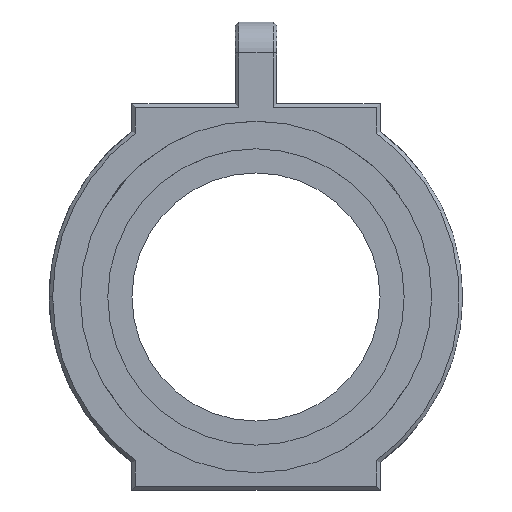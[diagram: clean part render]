
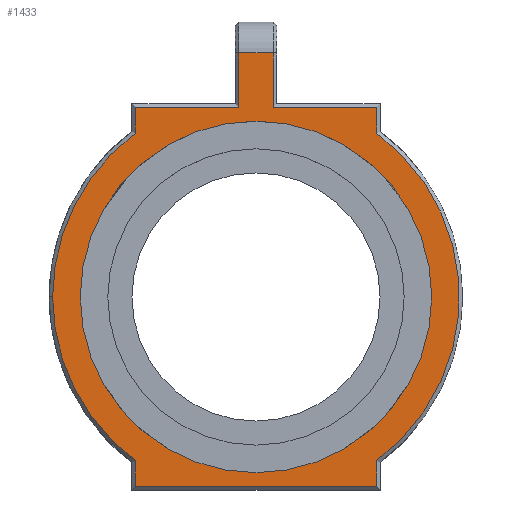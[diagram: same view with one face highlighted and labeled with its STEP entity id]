
A CAD part, top view. The second image highlights one B-rep face of the part: STEP entity #1433.
In plain terms, the highlighted planar face has unit normal (0, 0, 1).
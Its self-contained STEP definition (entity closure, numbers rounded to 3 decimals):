
#1308=CARTESIAN_POINT('',(-100.,0.,27.));
#1309=DIRECTION('',(0.,0.,1.));
#1310=DIRECTION('',(1.,0.,0.));
#1311=AXIS2_PLACEMENT_3D('',#1308,#1309,#1310);
#1312=PLANE('',#1311);
#1313=CARTESIAN_POINT('',(117.499,-122.498,27.));
#1314=VERTEX_POINT('',#1313);
#1315=CARTESIAN_POINT('',(102.499,-122.498,27.));
#1316=VERTEX_POINT('',#1315);
#1317=CARTESIAN_POINT('',(117.499,-122.498,27.));
#1318=DIRECTION('',(-1.,-0.,0.));
#1319=VECTOR('',#1318,15.);
#1320=LINE('',#1317,#1319);
#1321=EDGE_CURVE('',#1314,#1316,#1320,.T.);
#1322=ORIENTED_EDGE('',*,*,#1321,.T.);
#1323=CARTESIAN_POINT('',(102.499,-114.605,27.));
#1324=VERTEX_POINT('',#1323);
#1325=CARTESIAN_POINT('',(102.499,-122.498,27.));
#1326=DIRECTION('',(-0.,1.,0.));
#1327=VECTOR('',#1326,7.893);
#1328=LINE('',#1325,#1327);
#1329=EDGE_CURVE('',#1316,#1324,#1328,.T.);
#1330=ORIENTED_EDGE('',*,*,#1329,.T.);
#1331=CARTESIAN_POINT('',(97.499,-114.605,27.));
#1332=VERTEX_POINT('',#1331);
#1333=CARTESIAN_POINT('',(102.499,-114.605,27.));
#1334=DIRECTION('',(-1.,-0.,-0.));
#1335=VECTOR('',#1334,5.);
#1336=LINE('',#1333,#1335);
#1337=EDGE_CURVE('',#1324,#1332,#1336,.T.);
#1338=ORIENTED_EDGE('',*,*,#1337,.T.);
#1339=CARTESIAN_POINT('',(97.499,-122.498,27.));
#1340=VERTEX_POINT('',#1339);
#1341=CARTESIAN_POINT('',(97.499,-114.605,27.));
#1342=DIRECTION('',(0.,-1.,0.));
#1343=VECTOR('',#1342,7.893);
#1344=LINE('',#1341,#1343);
#1345=EDGE_CURVE('',#1332,#1340,#1344,.T.);
#1346=ORIENTED_EDGE('',*,*,#1345,.T.);
#1347=CARTESIAN_POINT('',(82.499,-122.498,27.));
#1348=VERTEX_POINT('',#1347);
#1349=CARTESIAN_POINT('',(97.499,-122.498,27.));
#1350=DIRECTION('',(-1.,-0.,0.));
#1351=VECTOR('',#1350,15.);
#1352=LINE('',#1349,#1351);
#1353=EDGE_CURVE('',#1340,#1348,#1352,.T.);
#1354=ORIENTED_EDGE('',*,*,#1353,.T.);
#1355=CARTESIAN_POINT('',(82.499,-126.25,27.));
#1356=VERTEX_POINT('',#1355);
#1357=CARTESIAN_POINT('',(82.499,-122.498,27.));
#1358=DIRECTION('',(-0.,-1.,0.));
#1359=VECTOR('',#1358,3.751);
#1360=LINE('',#1357,#1359);
#1361=EDGE_CURVE('',#1348,#1356,#1360,.T.);
#1362=ORIENTED_EDGE('',*,*,#1361,.T.);
#1363=CARTESIAN_POINT('',(70.499,-149.998,27.));
#1364=VERTEX_POINT('',#1363);
#1365=CARTESIAN_POINT('',(99.999,-149.998,27.));
#1366=DIRECTION('',(0.,0.,1.));
#1367=DIRECTION('',(1.,0.,-0.));
#1368=AXIS2_PLACEMENT_3D('',#1365,#1366,#1367);
#1369=CIRCLE('',#1368,29.5);
#1370=EDGE_CURVE('',#1356,#1364,#1369,.T.);
#1371=ORIENTED_EDGE('',*,*,#1370,.T.);
#1372=CARTESIAN_POINT('',(82.499,-173.747,27.));
#1373=VERTEX_POINT('',#1372);
#1374=CARTESIAN_POINT('',(99.999,-149.998,27.));
#1375=DIRECTION('',(0.,0.,1.));
#1376=DIRECTION('',(1.,0.,-0.));
#1377=AXIS2_PLACEMENT_3D('',#1374,#1375,#1376);
#1378=CIRCLE('',#1377,29.5);
#1379=EDGE_CURVE('',#1364,#1373,#1378,.T.);
#1380=ORIENTED_EDGE('',*,*,#1379,.T.);
#1381=CARTESIAN_POINT('',(82.499,-177.498,27.));
#1382=VERTEX_POINT('',#1381);
#1383=CARTESIAN_POINT('',(82.499,-173.747,27.));
#1384=DIRECTION('',(-0.,-1.,0.));
#1385=VECTOR('',#1384,3.751);
#1386=LINE('',#1383,#1385);
#1387=EDGE_CURVE('',#1373,#1382,#1386,.T.);
#1388=ORIENTED_EDGE('',*,*,#1387,.T.);
#1389=CARTESIAN_POINT('',(117.499,-177.498,27.));
#1390=VERTEX_POINT('',#1389);
#1391=CARTESIAN_POINT('',(82.499,-177.498,27.));
#1392=DIRECTION('',(1.,0.,0.));
#1393=VECTOR('',#1392,35.);
#1394=LINE('',#1391,#1393);
#1395=EDGE_CURVE('',#1382,#1390,#1394,.T.);
#1396=ORIENTED_EDGE('',*,*,#1395,.T.);
#1397=CARTESIAN_POINT('',(117.499,-173.747,27.));
#1398=VERTEX_POINT('',#1397);
#1399=CARTESIAN_POINT('',(117.499,-177.498,27.));
#1400=DIRECTION('',(-0.,1.,0.));
#1401=VECTOR('',#1400,3.751);
#1402=LINE('',#1399,#1401);
#1403=EDGE_CURVE('',#1390,#1398,#1402,.T.);
#1404=ORIENTED_EDGE('',*,*,#1403,.T.);
#1405=CARTESIAN_POINT('',(117.499,-126.25,27.));
#1406=VERTEX_POINT('',#1405);
#1407=CARTESIAN_POINT('',(99.999,-149.998,27.));
#1408=DIRECTION('',(0.,0.,1.));
#1409=DIRECTION('',(1.,0.,-0.));
#1410=AXIS2_PLACEMENT_3D('',#1407,#1408,#1409);
#1411=CIRCLE('',#1410,29.5);
#1412=EDGE_CURVE('',#1398,#1406,#1411,.T.);
#1413=ORIENTED_EDGE('',*,*,#1412,.T.);
#1414=CARTESIAN_POINT('',(117.499,-126.25,27.));
#1415=DIRECTION('',(-0.,1.,0.));
#1416=VECTOR('',#1415,3.751);
#1417=LINE('',#1414,#1416);
#1418=EDGE_CURVE('',#1406,#1314,#1417,.T.);
#1419=ORIENTED_EDGE('',*,*,#1418,.T.);
#1420=EDGE_LOOP('',(#1322,#1330,#1338,#1346,#1354,#1362,#1371,#1380,#1388,#1396,#1404,#1413,#1419));
#1421=FACE_BOUND('',#1420,.T.);
#1422=CARTESIAN_POINT('',(125.498,-150.,27.));
#1423=VERTEX_POINT('',#1422);
#1424=CARTESIAN_POINT('',(99.998,-150.,27.));
#1425=DIRECTION('',(0.,0.,1.));
#1426=DIRECTION('',(1.,0.,-0.));
#1427=AXIS2_PLACEMENT_3D('',#1424,#1425,#1426);
#1428=CIRCLE('',#1427,25.5);
#1429=EDGE_CURVE('',#1423,#1423,#1428,.T.);
#1430=ORIENTED_EDGE('',*,*,#1429,.F.);
#1431=EDGE_LOOP('',(#1430));
#1432=FACE_BOUND('',#1431,.T.);
#1433=ADVANCED_FACE('',(#1421,#1432),#1312,.T.);
